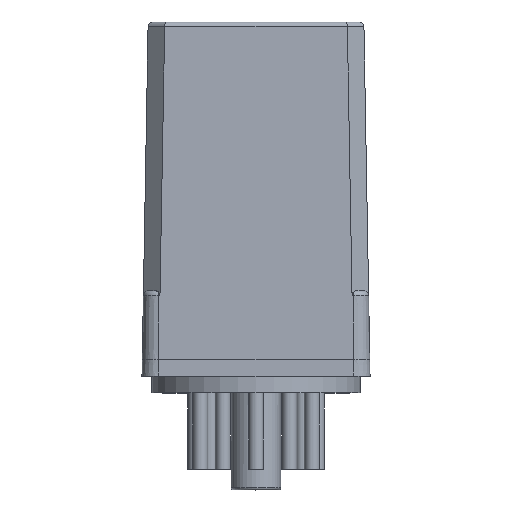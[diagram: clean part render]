
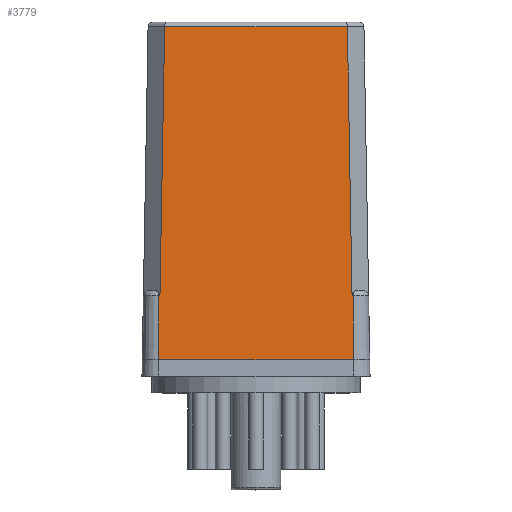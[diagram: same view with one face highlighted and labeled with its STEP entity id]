
A CAD part, top view. The second image highlights one B-rep face of the part: STEP entity #3779.
In plain terms, the highlighted planar face has unit normal (0, 0.018, 1).
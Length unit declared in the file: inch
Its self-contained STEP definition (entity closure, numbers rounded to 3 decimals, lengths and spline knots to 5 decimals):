
#30 = VERTEX_POINT ( 'NONE', #937 ) ;
#87 = VERTEX_POINT ( 'NONE', #2850 ) ;
#99 = LINE ( 'NONE', #1795, #2739 ) ;
#131 = ORIENTED_EDGE ( 'NONE', *, *, #1989, .T. ) ;
#190 = DIRECTION ( 'NONE',  ( -1., 0., 0. ) ) ;
#329 = DIRECTION ( 'NONE',  ( -0.017, -1., 0.017 ) ) ;
#386 = AXIS2_PLACEMENT_3D ( 'NONE', #2620, #563, #2954 ) ;
#423 = CARTESIAN_POINT ( 'NONE',  ( -0.5875, 0.48552, 0.67903 ) ) ;
#438 = CARTESIAN_POINT ( 'NONE',  ( -0.5875, 0.1, 0.68575 ) ) ;
#499 = ORIENTED_EDGE ( 'NONE', *, *, #2132, .T. ) ;
#502 = VECTOR ( 'NONE', #3663, 39.37008 ) ;
#533 = ORIENTED_EDGE ( 'NONE', *, *, #3362, .T. ) ;
#563 = DIRECTION ( 'NONE',  ( 0., 0.017, 1. ) ) ;
#622 = LINE ( 'NONE', #1600, #2450 ) ;
#720 = LINE ( 'NONE', #3888, #3365 ) ;
#882 = PLANE ( 'NONE',  #386 ) ;
#937 = CARTESIAN_POINT ( 'NONE',  ( 0.57901, 0.48552, 0.67903 ) ) ;
#1225 = CARTESIAN_POINT ( 'NONE',  ( -0.55019, 2.10552, 0.65075 ) ) ;
#1236 = VECTOR ( 'NONE', #2793, 39.37008 ) ;
#1431 = EDGE_CURVE ( 'NONE', #2657, #2280, #1676, .T. ) ;
#1497 = VERTEX_POINT ( 'NONE', #3629 ) ;
#1523 = CARTESIAN_POINT ( 'NONE',  ( -0.6875, 0.1, 0.68575 ) ) ;
#1596 = CARTESIAN_POINT ( 'NONE',  ( -0.6875, 0.48552, 0.67903 ) ) ;
#1600 = CARTESIAN_POINT ( 'NONE',  ( -0.5875, 0., 0.6875 ) ) ;
#1676 = LINE ( 'NONE', #1523, #2596 ) ;
#1795 = CARTESIAN_POINT ( 'NONE',  ( 0.5871, 0.02224, 0.68711 ) ) ;
#1820 = DIRECTION ( 'NONE',  ( -1., 0., 0. ) ) ;
#1835 = EDGE_CURVE ( 'NONE', #4397, #2280, #3997, .T. ) ;
#1902 = VERTEX_POINT ( 'NONE', #423 ) ;
#1929 = LINE ( 'NONE', #2402, #3772 ) ;
#1989 = EDGE_CURVE ( 'NONE', #30, #2827, #99, .T. ) ;
#2132 = EDGE_CURVE ( 'NONE', #87, #1497, #1929, .T. ) ;
#2280 = VERTEX_POINT ( 'NONE', #2700 ) ;
#2338 = LINE ( 'NONE', #1596, #502 ) ;
#2402 = CARTESIAN_POINT ( 'NONE',  ( -0.58748, -0.00175, 0.68753 ) ) ;
#2446 = LINE ( 'NONE', #1225, #4275 ) ;
#2450 = VECTOR ( 'NONE', #2635, 39.37008 ) ;
#2453 = CARTESIAN_POINT ( 'NONE',  ( 0.5875, 0., 0.6875 ) ) ;
#2497 = ORIENTED_EDGE ( 'NONE', *, *, #4300, .T. ) ;
#2596 = VECTOR ( 'NONE', #4266, 39.37008 ) ;
#2608 = DIRECTION ( 'NONE',  ( -0.017, 1., -0.017 ) ) ;
#2620 = CARTESIAN_POINT ( 'NONE',  ( -0.6875, 0., 0.6875 ) ) ;
#2635 = DIRECTION ( 'NONE',  ( 0., -1., 0.017 ) ) ;
#2657 = VERTEX_POINT ( 'NONE', #438 ) ;
#2700 = CARTESIAN_POINT ( 'NONE',  ( 0.5875, 0.1, 0.68575 ) ) ;
#2739 = VECTOR ( 'NONE', #2608, 39.37008 ) ;
#2793 = DIRECTION ( 'NONE',  ( 0., -1., 0.017 ) ) ;
#2827 = VERTEX_POINT ( 'NONE', #3288 ) ;
#2850 = CARTESIAN_POINT ( 'NONE',  ( -0.5507, 2.10552, 0.65075 ) ) ;
#2883 = EDGE_LOOP ( 'NONE', ( #533, #3189, #4202, #3299, #131, #2497, #499, #3981 ) ) ;
#2954 = DIRECTION ( 'NONE',  ( 0., -1., 0.017 ) ) ;
#2955 = CARTESIAN_POINT ( 'NONE',  ( 0.5875, 0.48552, 0.67903 ) ) ;
#3189 = ORIENTED_EDGE ( 'NONE', *, *, #1431, .T. ) ;
#3288 = CARTESIAN_POINT ( 'NONE',  ( 0.55073, 2.10552, 0.65075 ) ) ;
#3299 = ORIENTED_EDGE ( 'NONE', *, *, #4161, .T. ) ;
#3362 = EDGE_CURVE ( 'NONE', #1902, #2657, #622, .T. ) ;
#3365 = VECTOR ( 'NONE', #1820, 39.37008 ) ;
#3592 = FACE_OUTER_BOUND ( 'NONE', #2883, .T. ) ;
#3629 = CARTESIAN_POINT ( 'NONE',  ( -0.57898, 0.48552, 0.67903 ) ) ;
#3663 = DIRECTION ( 'NONE',  ( -1., 0., 0. ) ) ;
#3772 = VECTOR ( 'NONE', #329, 39.37008 ) ;
#3779 = ADVANCED_FACE ( 'NONE', ( #3592 ), #882, .T. ) ;
#3888 = CARTESIAN_POINT ( 'NONE',  ( -0.6875, 0.48552, 0.67903 ) ) ;
#3981 = ORIENTED_EDGE ( 'NONE', *, *, #4433, .T. ) ;
#3997 = LINE ( 'NONE', #2453, #1236 ) ;
#4161 = EDGE_CURVE ( 'NONE', #4397, #30, #720, .T. ) ;
#4202 = ORIENTED_EDGE ( 'NONE', *, *, #1835, .F. ) ;
#4266 = DIRECTION ( 'NONE',  ( 1., 0., 0. ) ) ;
#4275 = VECTOR ( 'NONE', #190, 39.37008 ) ;
#4300 = EDGE_CURVE ( 'NONE', #2827, #87, #2446, .T. ) ;
#4397 = VERTEX_POINT ( 'NONE', #2955 ) ;
#4433 = EDGE_CURVE ( 'NONE', #1497, #1902, #2338, .T. ) ;
